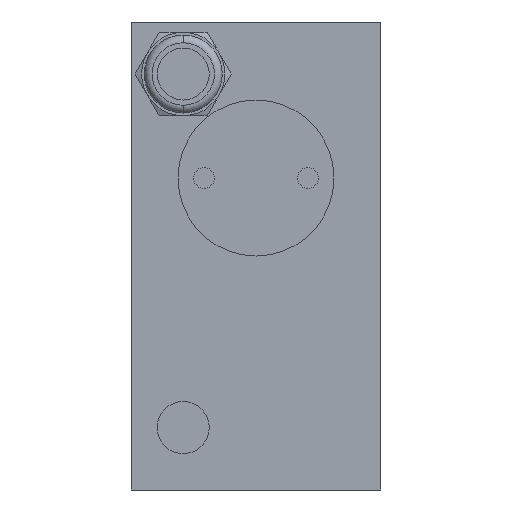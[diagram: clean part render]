
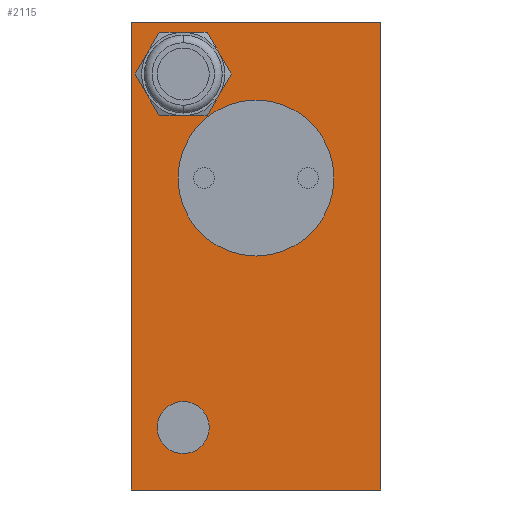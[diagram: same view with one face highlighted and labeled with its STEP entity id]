
A CAD part, left-side view. The second image highlights one B-rep face of the part: STEP entity #2115.
In plain terms, the highlighted planar face has unit normal (-1, 0, 0).
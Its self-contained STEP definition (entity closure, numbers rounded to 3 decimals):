
#1915 = EDGE_CURVE ( 'NONE', #9606, #9607, #3076, .T. ) ;
#2115 = ADVANCED_FACE ( 'NONE', ( #3125, #3133, #3131, #3132 ), #10030, .F. ) ;
#2318 = VERTEX_POINT ( 'NONE', #10360 ) ;
#2320 = VERTEX_POINT ( 'NONE', #10362 ) ;
#2325 = VERTEX_POINT ( 'NONE', #10367 ) ;
#2326 = VERTEX_POINT ( 'NONE', #10368 ) ;
#2327 = VERTEX_POINT ( 'NONE', #10369 ) ;
#2328 = VERTEX_POINT ( 'NONE', #10370 ) ;
#2331 = VERTEX_POINT ( 'NONE', #10373 ) ;
#2332 = VERTEX_POINT ( 'NONE', #10374 ) ;
#2810 = EDGE_LOOP ( 'NONE', ( #10797, #10821, #9362, #9387 ) ) ;
#2812 = EDGE_LOOP ( 'NONE', ( #10861, #9334 ) ) ;
#2842 = EDGE_LOOP ( 'NONE', ( #9349, #9351 ) ) ;
#2920 = EDGE_LOOP ( 'NONE', ( #10869, #9399 ) ) ;
#3076 = CIRCLE ( 'NONE', #11125, 2.5 ) ;
#3125 = FACE_BOUND ( 'NONE', #2842, .T. ) ;
#3131 = FACE_BOUND ( 'NONE', #2812, .T. ) ;
#3132 = FACE_BOUND ( 'NONE', #2920, .T. ) ;
#3133 = FACE_OUTER_BOUND ( 'NONE', #2810, .T. ) ;
#3338 = AXIS2_PLACEMENT_3D ( 'NONE', #10029, #10021, #10031 ) ;
#5679 = CIRCLE ( 'NONE', #9803, 7.5 ) ;
#5681 = CIRCLE ( 'NONE', #9804, 7.5 ) ;
#5696 = LINE ( 'NONE', #7494, #5699 ) ;
#5699 = VECTOR ( 'NONE', #7496, 1000. ) ;
#5712 = CIRCLE ( 'NONE', #9807, 2.5 ) ;
#5734 = CIRCLE ( 'NONE', #9810, 2.5 ) ;
#5737 = LINE ( 'NONE', #7545, #5740 ) ;
#5739 = CIRCLE ( 'NONE', #9811, 2.5 ) ;
#5740 = VECTOR ( 'NONE', #7546, 1000. ) ;
#5744 = LINE ( 'NONE', #7554, #5747 ) ;
#5747 = VECTOR ( 'NONE', #7555, 1000. ) ;
#5780 = LINE ( 'NONE', #7591, #5782 ) ;
#5782 = VECTOR ( 'NONE', #7592, 1000. ) ;
#7472 = CARTESIAN_POINT ( 'NONE',  ( -175.048, 77.841, -32.608 ) ) ;
#7473 = DIRECTION ( 'NONE',  ( 1., 0., 0. ) ) ;
#7474 = DIRECTION ( 'NONE',  ( 0., 0., -1. ) ) ;
#7477 = CARTESIAN_POINT ( 'NONE',  ( -175.048, 77.841, -32.608 ) ) ;
#7478 = DIRECTION ( 'NONE',  ( 1., 0., 0. ) ) ;
#7479 = DIRECTION ( 'NONE',  ( 0., 0., -1. ) ) ;
#7494 = CARTESIAN_POINT ( 'NONE',  ( -175.048, 65.841, -17.608 ) ) ;
#7496 = DIRECTION ( 'NONE',  ( 0., 0., -1. ) ) ;
#7521 = CARTESIAN_POINT ( 'NONE',  ( -175.048, 84.841, -56.608 ) ) ;
#7522 = DIRECTION ( 'NONE',  ( 1., 0., 0. ) ) ;
#7523 = DIRECTION ( 'NONE',  ( 0., 0., -1. ) ) ;
#7542 = CARTESIAN_POINT ( 'NONE',  ( -175.048, 84.841, -22.608 ) ) ;
#7543 = DIRECTION ( 'NONE',  ( 1., 0., 0. ) ) ;
#7544 = DIRECTION ( 'NONE',  ( 0., 0., -1. ) ) ;
#7545 = CARTESIAN_POINT ( 'NONE',  ( -175.048, 89.841, -17.608 ) ) ;
#7546 = DIRECTION ( 'NONE',  ( 0., -1., 0. ) ) ;
#7549 = CARTESIAN_POINT ( 'NONE',  ( -175.048, 84.841, -22.608 ) ) ;
#7550 = DIRECTION ( 'NONE',  ( 1., 0., 0. ) ) ;
#7551 = DIRECTION ( 'NONE',  ( 0., 0., -1. ) ) ;
#7554 = CARTESIAN_POINT ( 'NONE',  ( -175.048, 89.841, -17.608 ) ) ;
#7555 = DIRECTION ( 'NONE',  ( 0., 0., -1. ) ) ;
#7591 = CARTESIAN_POINT ( 'NONE',  ( -175.048, 89.841, -62.608 ) ) ;
#7592 = DIRECTION ( 'NONE',  ( 0., -1., 0. ) ) ;
#7683 = CARTESIAN_POINT ( 'NONE',  ( -175.048, 84.841, -54.108 ) ) ;
#7684 = CARTESIAN_POINT ( 'NONE',  ( -175.048, 84.841, -59.108 ) ) ;
#9334 = ORIENTED_EDGE ( 'NONE', *, *, #9519, .T. ) ;
#9349 = ORIENTED_EDGE ( 'NONE', *, *, #9548, .T. ) ;
#9351 = ORIENTED_EDGE ( 'NONE', *, *, #9551, .T. ) ;
#9362 = ORIENTED_EDGE ( 'NONE', *, *, #9550, .F. ) ;
#9387 = ORIENTED_EDGE ( 'NONE', *, *, #9554, .T. ) ;
#9399 = ORIENTED_EDGE ( 'NONE', *, *, #9540, .T. ) ;
#9517 = EDGE_CURVE ( 'NONE', #2331, #2332, #5679, .T. ) ;
#9519 = EDGE_CURVE ( 'NONE', #2332, #2331, #5681, .T. ) ;
#9527 = EDGE_CURVE ( 'NONE', #2325, #2327, #5696, .T. ) ;
#9540 = EDGE_CURVE ( 'NONE', #9607, #9606, #5712, .T. ) ;
#9548 = EDGE_CURVE ( 'NONE', #2320, #2326, #5734, .T. ) ;
#9550 = EDGE_CURVE ( 'NONE', #2328, #2325, #5737, .T. ) ;
#9551 = EDGE_CURVE ( 'NONE', #2326, #2320, #5739, .T. ) ;
#9554 = EDGE_CURVE ( 'NONE', #2328, #2318, #5744, .T. ) ;
#9574 = EDGE_CURVE ( 'NONE', #2318, #2327, #5780, .T. ) ;
#9606 = VERTEX_POINT ( 'NONE', #7683 ) ;
#9607 = VERTEX_POINT ( 'NONE', #7684 ) ;
#9803 = AXIS2_PLACEMENT_3D ( 'NONE', #7472, #7473, #7474 ) ;
#9804 = AXIS2_PLACEMENT_3D ( 'NONE', #7477, #7478, #7479 ) ;
#9807 = AXIS2_PLACEMENT_3D ( 'NONE', #7521, #7522, #7523 ) ;
#9810 = AXIS2_PLACEMENT_3D ( 'NONE', #7542, #7543, #7544 ) ;
#9811 = AXIS2_PLACEMENT_3D ( 'NONE', #7549, #7550, #7551 ) ;
#10021 = DIRECTION ( 'NONE',  ( 1., 0., 0. ) ) ;
#10029 = CARTESIAN_POINT ( 'NONE',  ( -175.048, 89.841, -17.608 ) ) ;
#10030 = PLANE ( 'NONE',  #3338 ) ;
#10031 = DIRECTION ( 'NONE',  ( 0., 1., 0. ) ) ;
#10360 = CARTESIAN_POINT ( 'NONE',  ( -175.048, 89.841, -62.608 ) ) ;
#10362 = CARTESIAN_POINT ( 'NONE',  ( -175.048, 84.841, -25.108 ) ) ;
#10367 = CARTESIAN_POINT ( 'NONE',  ( -175.048, 65.841, -17.608 ) ) ;
#10368 = CARTESIAN_POINT ( 'NONE',  ( -175.048, 84.841, -20.108 ) ) ;
#10369 = CARTESIAN_POINT ( 'NONE',  ( -175.048, 65.841, -62.608 ) ) ;
#10370 = CARTESIAN_POINT ( 'NONE',  ( -175.048, 89.841, -17.608 ) ) ;
#10373 = CARTESIAN_POINT ( 'NONE',  ( -175.048, 77.841, -40.108 ) ) ;
#10374 = CARTESIAN_POINT ( 'NONE',  ( -175.048, 77.841, -25.108 ) ) ;
#10797 = ORIENTED_EDGE ( 'NONE', *, *, #9574, .T. ) ;
#10821 = ORIENTED_EDGE ( 'NONE', *, *, #9527, .F. ) ;
#10861 = ORIENTED_EDGE ( 'NONE', *, *, #9517, .T. ) ;
#10869 = ORIENTED_EDGE ( 'NONE', *, *, #1915, .T. ) ;
#11125 = AXIS2_PLACEMENT_3D ( 'NONE', #11149, #11150, #11151 ) ;
#11149 = CARTESIAN_POINT ( 'NONE',  ( -175.048, 84.841, -56.608 ) ) ;
#11150 = DIRECTION ( 'NONE',  ( 1., 0., 0. ) ) ;
#11151 = DIRECTION ( 'NONE',  ( 0., 0., -1. ) ) ;
